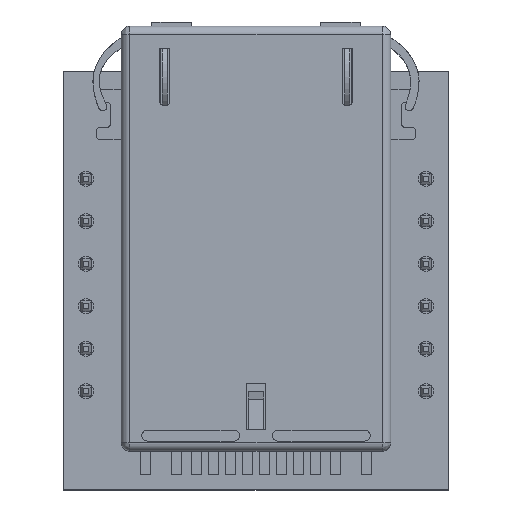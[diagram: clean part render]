
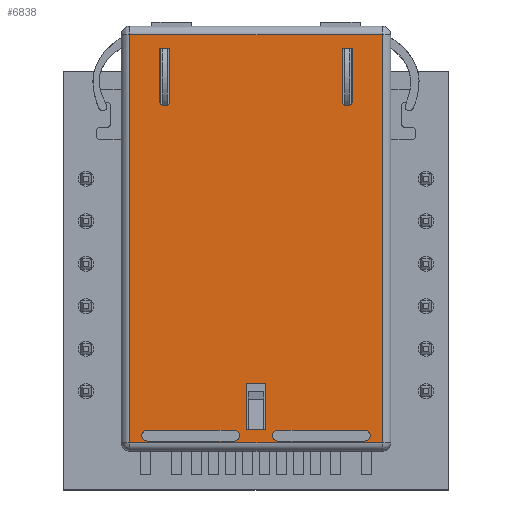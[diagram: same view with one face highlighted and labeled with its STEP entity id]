
A CAD part, top view. The second image highlights one B-rep face of the part: STEP entity #6838.
In plain terms, the highlighted face is planar.
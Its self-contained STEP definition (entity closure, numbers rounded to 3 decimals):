
#6598 = VERTEX_POINT('',#6599);
#6599 = CARTESIAN_POINT('',(-5.152,6.8,-8.17));
#6607 = EDGE_CURVE('',#6598,#6608,#6610,.T.);
#6608 = VERTEX_POINT('',#6609);
#6609 = CARTESIAN_POINT('',(-5.466,6.8,-7.938));
#6610 = CIRCLE('',#6611,0.329);
#6611 = AXIS2_PLACEMENT_3D('',#6612,#6613,#6614);
#6612 = CARTESIAN_POINT('',(-5.466,6.8,-8.267));
#6613 = DIRECTION('',(0.,-1.,0.));
#6614 = DIRECTION('',(0.,0.,1.));
#6685 = VERTEX_POINT('',#6686);
#6686 = CARTESIAN_POINT('',(5.781,6.8,-8.17));
#6692 = EDGE_CURVE('',#6685,#6693,#6695,.T.);
#6693 = VERTEX_POINT('',#6694);
#6694 = CARTESIAN_POINT('',(5.466,6.8,-7.938));
#6695 = CIRCLE('',#6696,0.329);
#6696 = AXIS2_PLACEMENT_3D('',#6697,#6698,#6699);
#6697 = CARTESIAN_POINT('',(5.466,6.8,-8.267));
#6698 = DIRECTION('',(0.,-1.,0.));
#6699 = DIRECTION('',(0.,0.,1.));
#6838 = ADVANCED_FACE('',(#6839,#6873,#6907,#6957,#7007,#7043),#7079,.T.
  );
#6839 = FACE_BOUND('',#6840,.T.);
#6840 = EDGE_LOOP('',(#6841,#6851,#6859,#6867));
#6841 = ORIENTED_EDGE('',*,*,#6842,.T.);
#6842 = EDGE_CURVE('',#6843,#6845,#6847,.T.);
#6843 = VERTEX_POINT('',#6844);
#6844 = CARTESIAN_POINT('',(7.55,6.8,12.2));
#6845 = VERTEX_POINT('',#6846);
#6846 = CARTESIAN_POINT('',(7.55,6.8,-12.2));
#6847 = LINE('',#6848,#6849);
#6848 = CARTESIAN_POINT('',(7.55,6.8,0.));
#6849 = VECTOR('',#6850,1.);
#6850 = DIRECTION('',(0.,0.,-1.));
#6851 = ORIENTED_EDGE('',*,*,#6852,.T.);
#6852 = EDGE_CURVE('',#6845,#6853,#6855,.T.);
#6853 = VERTEX_POINT('',#6854);
#6854 = CARTESIAN_POINT('',(-7.55,6.8,-12.2));
#6855 = LINE('',#6856,#6857);
#6856 = CARTESIAN_POINT('',(0.,6.8,-12.2));
#6857 = VECTOR('',#6858,1.);
#6858 = DIRECTION('',(-1.,0.,0.));
#6859 = ORIENTED_EDGE('',*,*,#6860,.T.);
#6860 = EDGE_CURVE('',#6853,#6861,#6863,.T.);
#6861 = VERTEX_POINT('',#6862);
#6862 = CARTESIAN_POINT('',(-7.55,6.8,12.2));
#6863 = LINE('',#6864,#6865);
#6864 = CARTESIAN_POINT('',(-7.55,6.8,0.));
#6865 = VECTOR('',#6866,1.);
#6866 = DIRECTION('',(0.,0.,1.));
#6867 = ORIENTED_EDGE('',*,*,#6868,.T.);
#6868 = EDGE_CURVE('',#6861,#6843,#6869,.T.);
#6869 = LINE('',#6870,#6871);
#6870 = CARTESIAN_POINT('',(0.,6.8,12.2));
#6871 = VECTOR('',#6872,1.);
#6872 = DIRECTION('',(1.,0.,0.));
#6873 = FACE_BOUND('',#6874,.T.);
#6874 = EDGE_LOOP('',(#6875,#6885,#6893,#6901));
#6875 = ORIENTED_EDGE('',*,*,#6876,.T.);
#6876 = EDGE_CURVE('',#6877,#6879,#6881,.T.);
#6877 = VERTEX_POINT('',#6878);
#6878 = CARTESIAN_POINT('',(0.568,6.8,8.641));
#6879 = VERTEX_POINT('',#6880);
#6880 = CARTESIAN_POINT('',(0.568,6.8,11.402));
#6881 = LINE('',#6882,#6883);
#6882 = CARTESIAN_POINT('',(0.568,6.8,0.));
#6883 = VECTOR('',#6884,1.);
#6884 = DIRECTION('',(0.,0.,1.));
#6885 = ORIENTED_EDGE('',*,*,#6886,.T.);
#6886 = EDGE_CURVE('',#6879,#6887,#6889,.T.);
#6887 = VERTEX_POINT('',#6888);
#6888 = CARTESIAN_POINT('',(-0.568,6.8,11.402));
#6889 = LINE('',#6890,#6891);
#6890 = CARTESIAN_POINT('',(0.568,6.8,11.402));
#6891 = VECTOR('',#6892,1.);
#6892 = DIRECTION('',(-1.,0.,0.));
#6893 = ORIENTED_EDGE('',*,*,#6894,.T.);
#6894 = EDGE_CURVE('',#6887,#6895,#6897,.T.);
#6895 = VERTEX_POINT('',#6896);
#6896 = CARTESIAN_POINT('',(-0.568,6.8,8.641));
#6897 = LINE('',#6898,#6899);
#6898 = CARTESIAN_POINT('',(-0.568,6.8,0.));
#6899 = VECTOR('',#6900,1.);
#6900 = DIRECTION('',(0.,0.,-1.));
#6901 = ORIENTED_EDGE('',*,*,#6902,.T.);
#6902 = EDGE_CURVE('',#6895,#6877,#6903,.T.);
#6903 = LINE('',#6904,#6905);
#6904 = CARTESIAN_POINT('',(0.568,6.8,8.641));
#6905 = VECTOR('',#6906,1.);
#6906 = DIRECTION('',(1.,0.,0.));
#6907 = FACE_BOUND('',#6908,.T.);
#6908 = EDGE_LOOP('',(#6909,#6917,#6918,#6927,#6935,#6943,#6951));
#6909 = ORIENTED_EDGE('',*,*,#6910,.T.);
#6910 = EDGE_CURVE('',#6911,#6598,#6913,.T.);
#6911 = VERTEX_POINT('',#6912);
#6912 = CARTESIAN_POINT('',(-5.152,6.8,-11.379));
#6913 = LINE('',#6914,#6915);
#6914 = CARTESIAN_POINT('',(-5.152,6.8,0.));
#6915 = VECTOR('',#6916,1.);
#6916 = DIRECTION('',(0.,0.,1.));
#6917 = ORIENTED_EDGE('',*,*,#6607,.T.);
#6918 = ORIENTED_EDGE('',*,*,#6919,.T.);
#6919 = EDGE_CURVE('',#6608,#6920,#6922,.T.);
#6920 = VERTEX_POINT('',#6921);
#6921 = CARTESIAN_POINT('',(-5.781,6.8,-8.17));
#6922 = CIRCLE('',#6923,0.329);
#6923 = AXIS2_PLACEMENT_3D('',#6924,#6925,#6926);
#6924 = CARTESIAN_POINT('',(-5.466,6.8,-8.267));
#6925 = DIRECTION('',(0.,-1.,0.));
#6926 = DIRECTION('',(0.,0.,1.));
#6927 = ORIENTED_EDGE('',*,*,#6928,.T.);
#6928 = EDGE_CURVE('',#6920,#6929,#6931,.T.);
#6929 = VERTEX_POINT('',#6930);
#6930 = CARTESIAN_POINT('',(-5.781,6.8,-11.379));
#6931 = LINE('',#6932,#6933);
#6932 = CARTESIAN_POINT('',(-5.781,6.8,0.));
#6933 = VECTOR('',#6934,1.);
#6934 = DIRECTION('',(0.,0.,-1.));
#6935 = ORIENTED_EDGE('',*,*,#6936,.T.);
#6936 = EDGE_CURVE('',#6929,#6937,#6939,.T.);
#6937 = VERTEX_POINT('',#6938);
#6938 = CARTESIAN_POINT('',(-5.616,6.8,-11.379));
#6939 = LINE('',#6940,#6941);
#6940 = CARTESIAN_POINT('',(-5.152,6.8,-11.379));
#6941 = VECTOR('',#6942,1.);
#6942 = DIRECTION('',(1.,0.,0.));
#6943 = ORIENTED_EDGE('',*,*,#6944,.F.);
#6944 = EDGE_CURVE('',#6945,#6937,#6947,.T.);
#6945 = VERTEX_POINT('',#6946);
#6946 = CARTESIAN_POINT('',(-5.316,6.8,-11.379));
#6947 = LINE('',#6948,#6949);
#6948 = CARTESIAN_POINT('',(-5.616,6.8,-11.379));
#6949 = VECTOR('',#6950,1.);
#6950 = DIRECTION('',(-1.,0.,0.));
#6951 = ORIENTED_EDGE('',*,*,#6952,.T.);
#6952 = EDGE_CURVE('',#6945,#6911,#6953,.T.);
#6953 = LINE('',#6954,#6955);
#6954 = CARTESIAN_POINT('',(-5.152,6.8,-11.379));
#6955 = VECTOR('',#6956,1.);
#6956 = DIRECTION('',(1.,0.,0.));
#6957 = FACE_BOUND('',#6958,.T.);
#6958 = EDGE_LOOP('',(#6959,#6967,#6968,#6977,#6985,#6993,#7001));
#6959 = ORIENTED_EDGE('',*,*,#6960,.T.);
#6960 = EDGE_CURVE('',#6961,#6685,#6963,.T.);
#6961 = VERTEX_POINT('',#6962);
#6962 = CARTESIAN_POINT('',(5.781,6.8,-11.379));
#6963 = LINE('',#6964,#6965);
#6964 = CARTESIAN_POINT('',(5.781,6.8,0.));
#6965 = VECTOR('',#6966,1.);
#6966 = DIRECTION('',(0.,0.,1.));
#6967 = ORIENTED_EDGE('',*,*,#6692,.T.);
#6968 = ORIENTED_EDGE('',*,*,#6969,.T.);
#6969 = EDGE_CURVE('',#6693,#6970,#6972,.T.);
#6970 = VERTEX_POINT('',#6971);
#6971 = CARTESIAN_POINT('',(5.152,6.8,-8.17));
#6972 = CIRCLE('',#6973,0.329);
#6973 = AXIS2_PLACEMENT_3D('',#6974,#6975,#6976);
#6974 = CARTESIAN_POINT('',(5.466,6.8,-8.267));
#6975 = DIRECTION('',(0.,-1.,0.));
#6976 = DIRECTION('',(0.,0.,1.));
#6977 = ORIENTED_EDGE('',*,*,#6978,.T.);
#6978 = EDGE_CURVE('',#6970,#6979,#6981,.T.);
#6979 = VERTEX_POINT('',#6980);
#6980 = CARTESIAN_POINT('',(5.152,6.8,-11.379));
#6981 = LINE('',#6982,#6983);
#6982 = CARTESIAN_POINT('',(5.152,6.8,0.));
#6983 = VECTOR('',#6984,1.);
#6984 = DIRECTION('',(0.,0.,-1.));
#6985 = ORIENTED_EDGE('',*,*,#6986,.T.);
#6986 = EDGE_CURVE('',#6979,#6987,#6989,.T.);
#6987 = VERTEX_POINT('',#6988);
#6988 = CARTESIAN_POINT('',(5.316,6.8,-11.379));
#6989 = LINE('',#6990,#6991);
#6990 = CARTESIAN_POINT('',(5.781,6.8,-11.379));
#6991 = VECTOR('',#6992,1.);
#6992 = DIRECTION('',(1.,0.,0.));
#6993 = ORIENTED_EDGE('',*,*,#6994,.F.);
#6994 = EDGE_CURVE('',#6995,#6987,#6997,.T.);
#6995 = VERTEX_POINT('',#6996);
#6996 = CARTESIAN_POINT('',(5.616,6.8,-11.379));
#6997 = LINE('',#6998,#6999);
#6998 = CARTESIAN_POINT('',(5.616,6.8,-11.379));
#6999 = VECTOR('',#7000,1.);
#7000 = DIRECTION('',(-1.,0.,0.));
#7001 = ORIENTED_EDGE('',*,*,#7002,.T.);
#7002 = EDGE_CURVE('',#6995,#6961,#7003,.T.);
#7003 = LINE('',#7004,#7005);
#7004 = CARTESIAN_POINT('',(5.781,6.8,-11.379));
#7005 = VECTOR('',#7006,1.);
#7006 = DIRECTION('',(1.,0.,0.));
#7007 = FACE_BOUND('',#7008,.T.);
#7008 = EDGE_LOOP('',(#7009,#7020,#7028,#7037));
#7009 = ORIENTED_EDGE('',*,*,#7010,.T.);
#7010 = EDGE_CURVE('',#7011,#7013,#7015,.T.);
#7011 = VERTEX_POINT('',#7012);
#7012 = CARTESIAN_POINT('',(1.308,6.8,12.101));
#7013 = VERTEX_POINT('',#7014);
#7014 = CARTESIAN_POINT('',(1.308,6.8,11.444));
#7015 = CIRCLE('',#7016,0.328);
#7016 = AXIS2_PLACEMENT_3D('',#7017,#7018,#7019);
#7017 = CARTESIAN_POINT('',(1.308,6.8,11.773));
#7018 = DIRECTION('',(0.,-1.,0.));
#7019 = DIRECTION('',(0.,0.,1.));
#7020 = ORIENTED_EDGE('',*,*,#7021,.T.);
#7021 = EDGE_CURVE('',#7013,#7022,#7024,.T.);
#7022 = VERTEX_POINT('',#7023);
#7023 = CARTESIAN_POINT('',(6.492,6.8,11.444));
#7024 = LINE('',#7025,#7026);
#7025 = CARTESIAN_POINT('',(0.,6.8,11.444));
#7026 = VECTOR('',#7027,1.);
#7027 = DIRECTION('',(1.,0.,0.));
#7028 = ORIENTED_EDGE('',*,*,#7029,.T.);
#7029 = EDGE_CURVE('',#7022,#7030,#7032,.T.);
#7030 = VERTEX_POINT('',#7031);
#7031 = CARTESIAN_POINT('',(6.492,6.8,12.101));
#7032 = CIRCLE('',#7033,0.328);
#7033 = AXIS2_PLACEMENT_3D('',#7034,#7035,#7036);
#7034 = CARTESIAN_POINT('',(6.492,6.8,11.773));
#7035 = DIRECTION('',(0.,-1.,0.));
#7036 = DIRECTION('',(0.,0.,1.));
#7037 = ORIENTED_EDGE('',*,*,#7038,.T.);
#7038 = EDGE_CURVE('',#7030,#7011,#7039,.T.);
#7039 = LINE('',#7040,#7041);
#7040 = CARTESIAN_POINT('',(0.,6.8,12.101));
#7041 = VECTOR('',#7042,1.);
#7042 = DIRECTION('',(-1.,0.,0.));
#7043 = FACE_BOUND('',#7044,.T.);
#7044 = EDGE_LOOP('',(#7045,#7056,#7064,#7073));
#7045 = ORIENTED_EDGE('',*,*,#7046,.T.);
#7046 = EDGE_CURVE('',#7047,#7049,#7051,.T.);
#7047 = VERTEX_POINT('',#7048);
#7048 = CARTESIAN_POINT('',(-1.308,6.8,11.444));
#7049 = VERTEX_POINT('',#7050);
#7050 = CARTESIAN_POINT('',(-1.308,6.8,12.101));
#7051 = CIRCLE('',#7052,0.328);
#7052 = AXIS2_PLACEMENT_3D('',#7053,#7054,#7055);
#7053 = CARTESIAN_POINT('',(-1.308,6.8,11.773));
#7054 = DIRECTION('',(0.,-1.,0.));
#7055 = DIRECTION('',(0.,0.,1.));
#7056 = ORIENTED_EDGE('',*,*,#7057,.T.);
#7057 = EDGE_CURVE('',#7049,#7058,#7060,.T.);
#7058 = VERTEX_POINT('',#7059);
#7059 = CARTESIAN_POINT('',(-6.492,6.8,12.101));
#7060 = LINE('',#7061,#7062);
#7061 = CARTESIAN_POINT('',(0.,6.8,12.101));
#7062 = VECTOR('',#7063,1.);
#7063 = DIRECTION('',(-1.,0.,0.));
#7064 = ORIENTED_EDGE('',*,*,#7065,.T.);
#7065 = EDGE_CURVE('',#7058,#7066,#7068,.T.);
#7066 = VERTEX_POINT('',#7067);
#7067 = CARTESIAN_POINT('',(-6.492,6.8,11.444));
#7068 = CIRCLE('',#7069,0.328);
#7069 = AXIS2_PLACEMENT_3D('',#7070,#7071,#7072);
#7070 = CARTESIAN_POINT('',(-6.492,6.8,11.773));
#7071 = DIRECTION('',(0.,-1.,0.));
#7072 = DIRECTION('',(0.,0.,1.));
#7073 = ORIENTED_EDGE('',*,*,#7074,.T.);
#7074 = EDGE_CURVE('',#7066,#7047,#7075,.T.);
#7075 = LINE('',#7076,#7077);
#7076 = CARTESIAN_POINT('',(0.,6.8,11.444));
#7077 = VECTOR('',#7078,1.);
#7078 = DIRECTION('',(1.,0.,0.));
#7079 = PLANE('',#7080);
#7080 = AXIS2_PLACEMENT_3D('',#7081,#7082,#7083);
#7081 = CARTESIAN_POINT('',(0.,6.8,0.));
#7082 = DIRECTION('',(0.,1.,0.));
#7083 = DIRECTION('',(0.,0.,1.));
